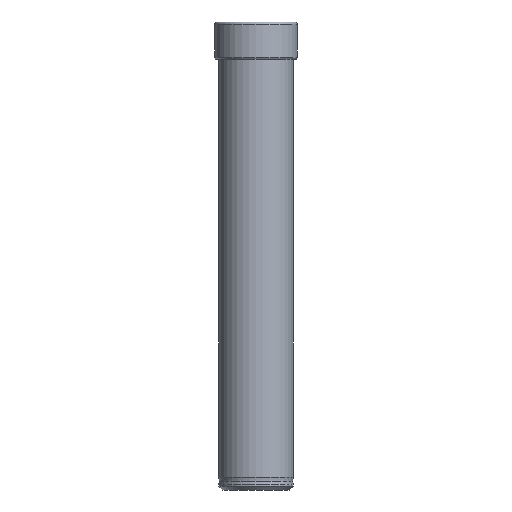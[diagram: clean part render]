
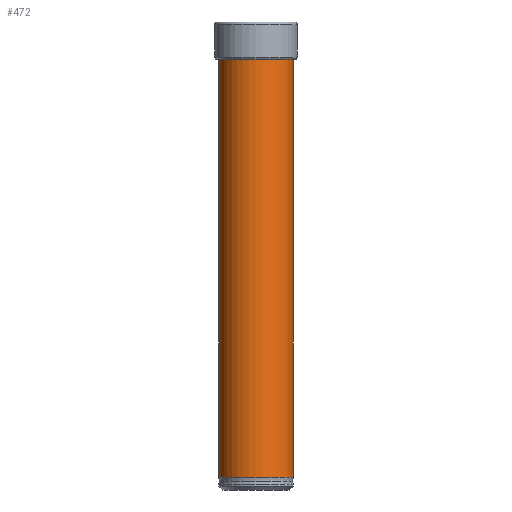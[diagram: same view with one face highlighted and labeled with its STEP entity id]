
A CAD part, front view. The second image highlights one B-rep face of the part: STEP entity #472.
In plain terms, the highlighted cylindrical face has radius 10 mm (diameter 20 mm), a partial arc.
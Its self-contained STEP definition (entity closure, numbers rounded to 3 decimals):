
#103 = EDGE_CURVE ( 'NONE', #173, #187, #761, .T. ) ;
#170 = EDGE_CURVE ( 'NONE', #192, #175, #1010, .T. ) ;
#173 = VERTEX_POINT ( 'NONE', #1028 ) ;
#174 = EDGE_CURVE ( 'NONE', #175, #187, #1031, .T. ) ;
#175 = VERTEX_POINT ( 'NONE', #1029 ) ;
#187 = VERTEX_POINT ( 'NONE', #957 ) ;
#192 = VERTEX_POINT ( 'NONE', #985 ) ;
#274 = ORIENTED_EDGE ( 'NONE', *, *, #170, .F. ) ;
#344 = EDGE_LOOP ( 'NONE', ( #274, #467, #377, #374 ) ) ;
#374 = ORIENTED_EDGE ( 'NONE', *, *, #174, .F. ) ;
#377 = ORIENTED_EDGE ( 'NONE', *, *, #103, .T. ) ;
#446 = EDGE_CURVE ( 'NONE', #192, #173, #1641, .T. ) ;
#467 = ORIENTED_EDGE ( 'NONE', *, *, #446, .T. ) ;
#472 = ADVANCED_FACE ( 'NONE', ( #1534 ), #1636, .T. ) ;
#761 = LINE ( 'NONE', #777, #776 ) ;
#775 = DIRECTION ( 'NONE',  ( 0., 0., -1. ) ) ;
#776 = VECTOR ( 'NONE', #775, 1000. ) ;
#777 = CARTESIAN_POINT ( 'NONE',  ( -10., 0., 0. ) ) ;
#924 = DIRECTION ( 'NONE',  ( 0., 0., -1. ) ) ;
#925 = CARTESIAN_POINT ( 'NONE',  ( 0., 0., 3.4 ) ) ;
#926 = AXIS2_PLACEMENT_3D ( 'NONE', #925, #924, #986 ) ;
#944 = DIRECTION ( 'NONE',  ( 0., 0., -1. ) ) ;
#945 = VECTOR ( 'NONE', #944, 1000. ) ;
#946 = CARTESIAN_POINT ( 'NONE',  ( 10., 0., 0. ) ) ;
#957 = CARTESIAN_POINT ( 'NONE',  ( -10., 0., 3.4 ) ) ;
#985 = CARTESIAN_POINT ( 'NONE',  ( 10., 0., 115. ) ) ;
#986 = DIRECTION ( 'NONE',  ( -1., 0., 0. ) ) ;
#1010 = LINE ( 'NONE', #946, #945 ) ;
#1028 = CARTESIAN_POINT ( 'NONE',  ( -10., 0., 115. ) ) ;
#1029 = CARTESIAN_POINT ( 'NONE',  ( 10., 0., 3.4 ) ) ;
#1031 = CIRCLE ( 'NONE', #926, 10. ) ;
#1531 = AXIS2_PLACEMENT_3D ( 'NONE', #1592, #1600, #1597 ) ;
#1534 = FACE_OUTER_BOUND ( 'NONE', #344, .T. ) ;
#1567 = AXIS2_PLACEMENT_3D ( 'NONE', #1640, #1639, #1638 ) ;
#1592 = CARTESIAN_POINT ( 'NONE',  ( 0., 0., 0. ) ) ;
#1597 = DIRECTION ( 'NONE',  ( -1., 0., 0. ) ) ;
#1600 = DIRECTION ( 'NONE',  ( 0., 0., -1. ) ) ;
#1636 = CYLINDRICAL_SURFACE ( 'NONE', #1531, 10. ) ;
#1638 = DIRECTION ( 'NONE',  ( -1., 0., 0. ) ) ;
#1639 = DIRECTION ( 'NONE',  ( 0., 0., -1. ) ) ;
#1640 = CARTESIAN_POINT ( 'NONE',  ( 0., 0., 115. ) ) ;
#1641 = CIRCLE ( 'NONE', #1567, 10. ) ;
